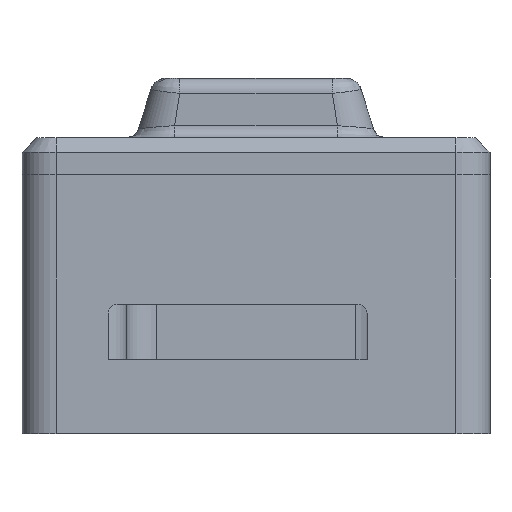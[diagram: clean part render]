
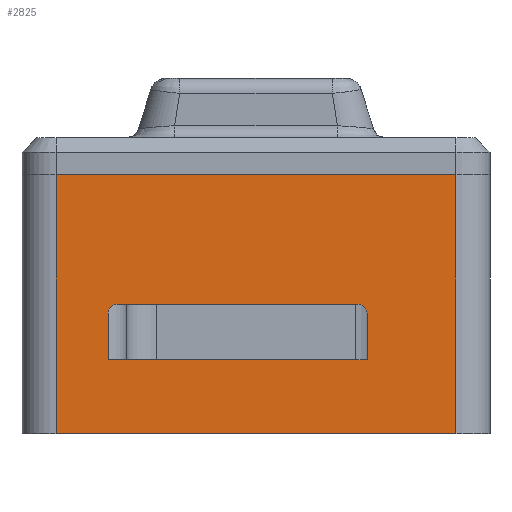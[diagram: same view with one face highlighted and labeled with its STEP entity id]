
A CAD part, front view. The second image highlights one B-rep face of the part: STEP entity #2825.
In plain terms, the highlighted planar face has unit normal (0, -1, 0).
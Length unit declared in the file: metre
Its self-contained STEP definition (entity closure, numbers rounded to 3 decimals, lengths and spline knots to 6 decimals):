
#245=CIRCLE('',#3112,0.000797);
#246=CIRCLE('',#3113,0.000797);
#977=ORIENTED_EDGE('',*,*,#1453,.F.);
#978=ORIENTED_EDGE('',*,*,#1454,.T.);
#979=ORIENTED_EDGE('',*,*,#1455,.F.);
#980=ORIENTED_EDGE('',*,*,#1456,.T.);
#981=ORIENTED_EDGE('',*,*,#1457,.F.);
#982=ORIENTED_EDGE('',*,*,#1458,.T.);
#983=ORIENTED_EDGE('',*,*,#1459,.F.);
#984=ORIENTED_EDGE('',*,*,#1443,.T.);
#985=ORIENTED_EDGE('',*,*,#1460,.T.);
#986=ORIENTED_EDGE('',*,*,#1461,.F.);
#1443=EDGE_CURVE('',#1728,#1727,#1975,.T.);
#1453=EDGE_CURVE('',#1735,#1736,#1983,.T.);
#1454=EDGE_CURVE('',#1735,#1737,#1984,.T.);
#1455=EDGE_CURVE('',#1738,#1737,#245,.T.);
#1456=EDGE_CURVE('',#1738,#1739,#1985,.T.);
#1457=EDGE_CURVE('',#1740,#1739,#246,.T.);
#1458=EDGE_CURVE('',#1740,#1736,#1986,.T.);
#1459=EDGE_CURVE('',#1728,#1741,#1987,.T.);
#1460=EDGE_CURVE('',#1727,#1742,#1988,.T.);
#1461=EDGE_CURVE('',#1741,#1742,#1989,.T.);
#1727=VERTEX_POINT('',#4994);
#1728=VERTEX_POINT('',#4996);
#1735=VERTEX_POINT('',#5016);
#1736=VERTEX_POINT('',#5017);
#1737=VERTEX_POINT('',#5019);
#1738=VERTEX_POINT('',#5021);
#1739=VERTEX_POINT('',#5023);
#1740=VERTEX_POINT('',#5025);
#1741=VERTEX_POINT('',#5028);
#1742=VERTEX_POINT('',#5030);
#1975=LINE('',#4995,#2233);
#1983=LINE('',#5015,#2241);
#1984=LINE('',#5018,#2242);
#1985=LINE('',#5022,#2243);
#1986=LINE('',#5026,#2244);
#1987=LINE('',#5027,#2245);
#1988=LINE('',#5029,#2246);
#1989=LINE('',#5031,#2247);
#2233=VECTOR('',#3838,1.);
#2241=VECTOR('',#3856,1.);
#2242=VECTOR('',#3857,1.);
#2243=VECTOR('',#3860,1.);
#2244=VECTOR('',#3863,1.);
#2245=VECTOR('',#3864,1.);
#2246=VECTOR('',#3865,1.);
#2247=VECTOR('',#3866,1.);
#2419=EDGE_LOOP('',(#977,#978,#979,#980,#981,#982));
#2420=EDGE_LOOP('',(#983,#984,#985,#986));
#2591=FACE_BOUND('',#2419,.T.);
#2592=FACE_BOUND('',#2420,.T.);
#2675=PLANE('',#3111);
#2825=ADVANCED_FACE('',(#2591,#2592),#2675,.T.);
#3111=AXIS2_PLACEMENT_3D('',#5014,#3854,#3855);
#3112=AXIS2_PLACEMENT_3D('',#5020,#3858,#3859);
#3113=AXIS2_PLACEMENT_3D('',#5024,#3861,#3862);
#3838=DIRECTION('',(-1.,0.,0.));
#3854=DIRECTION('',(0.,-1.,0.));
#3855=DIRECTION('',(0.,0.,-1.));
#3856=DIRECTION('',(1.,0.,0.));
#3857=DIRECTION('',(0.,0.,1.));
#3858=DIRECTION('',(0.,-1.,0.));
#3859=DIRECTION('',(0.,0.,-1.));
#3860=DIRECTION('',(1.,0.,0.));
#3861=DIRECTION('',(0.,-1.,0.));
#3862=DIRECTION('',(0.,0.,-1.));
#3863=DIRECTION('',(0.,0.,-1.));
#3864=DIRECTION('',(0.,0.,-1.));
#3865=DIRECTION('',(0.,0.,-1.));
#3866=DIRECTION('',(-1.,0.,0.));
#4994=CARTESIAN_POINT('',(-0.017161,-0.056769,0.009525));
#4995=CARTESIAN_POINT('',(0.,-0.056769,0.009525));
#4996=CARTESIAN_POINT('',(0.017161,-0.056769,0.009525));
#5014=CARTESIAN_POINT('',(0.,-0.056769,0.0127));
#5015=CARTESIAN_POINT('',(-0.001584,-0.056769,-0.006347));
#5016=CARTESIAN_POINT('',(-0.012696,-0.056769,-0.006347));
#5017=CARTESIAN_POINT('',(0.009529,-0.056769,-0.006347));
#5018=CARTESIAN_POINT('',(-0.012696,-0.056769,-0.004365));
#5019=CARTESIAN_POINT('',(-0.012696,-0.056769,-0.002382));
#5020=CARTESIAN_POINT('',(-0.011899,-0.056769,-0.002382));
#5021=CARTESIAN_POINT('',(-0.011899,-0.056769,-0.001585));
#5022=CARTESIAN_POINT('',(-0.001584,-0.056769,-0.001585));
#5023=CARTESIAN_POINT('',(0.008731,-0.056769,-0.001585));
#5024=CARTESIAN_POINT('',(0.008731,-0.056769,-0.002382));
#5025=CARTESIAN_POINT('',(0.009529,-0.056769,-0.002382));
#5026=CARTESIAN_POINT('',(0.009529,-0.056769,-0.004365));
#5027=CARTESIAN_POINT('',(0.017161,-0.056769,0.0127));
#5028=CARTESIAN_POINT('',(0.017161,-0.056769,-0.0127));
#5029=CARTESIAN_POINT('',(-0.017161,-0.056769,0.0127));
#5030=CARTESIAN_POINT('',(-0.017161,-0.056769,-0.0127));
#5031=CARTESIAN_POINT('',(0.,-0.056769,-0.0127));
